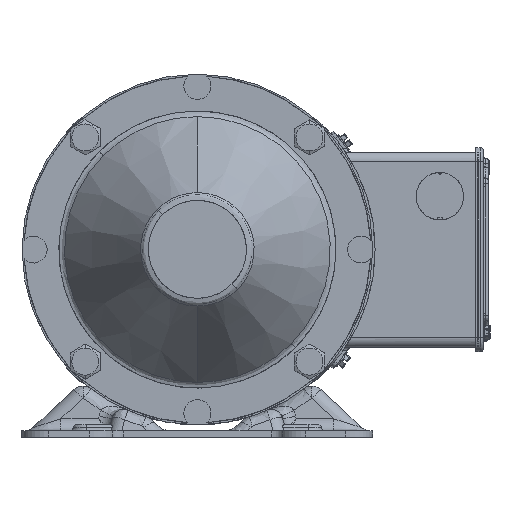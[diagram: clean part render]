
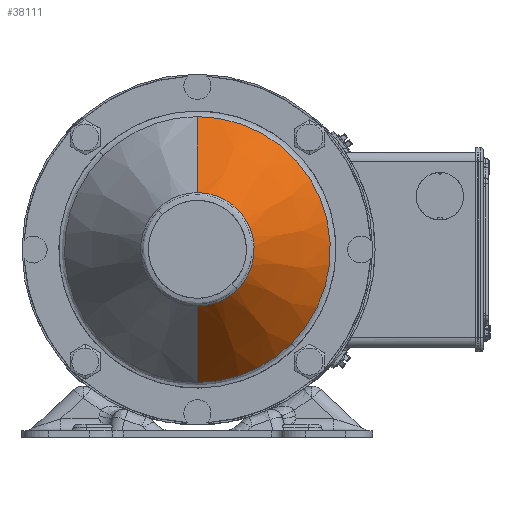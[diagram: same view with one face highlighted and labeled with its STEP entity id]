
A CAD part, top view. The second image highlights one B-rep face of the part: STEP entity #38111.
In plain terms, the highlighted conical face has half-angle 33.547 degrees and reference radius 62.558 mm.
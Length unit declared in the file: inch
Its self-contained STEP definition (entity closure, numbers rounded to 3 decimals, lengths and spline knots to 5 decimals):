
#4486 = CIRCLE ( 'NONE', #140895, 1.05126 ) ;
#9166 = DIRECTION ( 'NONE',  ( 0., 0., 1. ) ) ;
#12070 = DIRECTION ( 'NONE',  ( 0., 0., -1. ) ) ;
#12558 = DIRECTION ( 'NONE',  ( 0., 1., 0. ) ) ;
#13108 = CARTESIAN_POINT ( 'NONE',  ( 0.00013, -2.46305, 13.83817 ) ) ;
#13969 = AXIS2_PLACEMENT_3D ( 'NONE', #142895, #98118, #50914 ) ;
#15682 = VERTEX_POINT ( 'NONE', #13108 ) ;
#19571 = CARTESIAN_POINT ( 'NONE',  ( 0.00013, 2.46279, 13.83817 ) ) ;
#20369 = CARTESIAN_POINT ( 'NONE',  ( 0.00013, -0.00013, 15.96714 ) ) ;
#21772 = ORIENTED_EDGE ( 'NONE', *, *, #84962, .T. ) ;
#29466 = CIRCLE ( 'NONE', #69085, 2.46292 ) ;
#30279 = DIRECTION ( 'NONE',  ( 0., 0., -1. ) ) ;
#31210 = VECTOR ( 'NONE', #134929, 39.37008 ) ;
#35869 = CARTESIAN_POINT ( 'NONE',  ( 0.00013, -0.00013, 13.83817 ) ) ;
#37727 = CARTESIAN_POINT ( 'NONE',  ( 0.00013, -0.00013, 15.96714 ) ) ;
#38111 = ADVANCED_FACE ( 'NONE', ( #77211 ), #132387, .T. ) ;
#38388 = EDGE_CURVE ( 'NONE', #56054, #128560, #4486, .T. ) ;
#41003 = EDGE_CURVE ( 'NONE', #130578, #56054, #55514, .T. ) ;
#47147 = LINE ( 'NONE', #112058, #31210 ) ;
#49409 = ORIENTED_EDGE ( 'NONE', *, *, #76023, .T. ) ;
#50914 = DIRECTION ( 'NONE',  ( -0.707, 0.707, 0. ) ) ;
#55514 = CIRCLE ( 'NONE', #143069, 1.05126 ) ;
#56054 = VERTEX_POINT ( 'NONE', #88459 ) ;
#59116 = CARTESIAN_POINT ( 'NONE',  ( 0.00013, -1.05139, 15.96714 ) ) ;
#63646 = CARTESIAN_POINT ( 'NONE',  ( 0.00013, 2.46279, 13.83817 ) ) ;
#64452 = DIRECTION ( 'NONE',  ( -0.707, 0.707, 0. ) ) ;
#65635 = LINE ( 'NONE', #63646, #86846 ) ;
#69085 = AXIS2_PLACEMENT_3D ( 'NONE', #111416, #9166, #99477 ) ;
#69329 = EDGE_LOOP ( 'NONE', ( #141080, #95297, #136316, #49409, #21772, #146402 ) ) ;
#74264 = CARTESIAN_POINT ( 'NONE',  ( 0.00013, 1.05113, 15.96714 ) ) ;
#75565 = CARTESIAN_POINT ( 'NONE',  ( 1.74167, -1.74167, 13.83817 ) ) ;
#76023 = EDGE_CURVE ( 'NONE', #15682, #123571, #29466, .T. ) ;
#77211 = FACE_OUTER_BOUND ( 'NONE', #69329, .T. ) ;
#84962 = EDGE_CURVE ( 'NONE', #123571, #129548, #128218, .T. ) ;
#86846 = VECTOR ( 'NONE', #98935, 39.37008 ) ;
#88459 = CARTESIAN_POINT ( 'NONE',  ( 0.74348, -0.74348, 15.96714 ) ) ;
#91733 = EDGE_CURVE ( 'NONE', #130578, #129548, #65635, .T. ) ;
#95297 = ORIENTED_EDGE ( 'NONE', *, *, #38388, .T. ) ;
#98118 = DIRECTION ( 'NONE',  ( 0., 0., 1. ) ) ;
#98935 = DIRECTION ( 'NONE',  ( 0., 0.553, -0.833 ) ) ;
#99477 = DIRECTION ( 'NONE',  ( -0.707, 0.707, 0. ) ) ;
#104260 = DIRECTION ( 'NONE',  ( -0.707, 0.707, 0. ) ) ;
#111416 = CARTESIAN_POINT ( 'NONE',  ( 0.00013, -0.00013, 13.83817 ) ) ;
#112058 = CARTESIAN_POINT ( 'NONE',  ( 0.00013, -2.46305, 13.83817 ) ) ;
#123571 = VERTEX_POINT ( 'NONE', #75565 ) ;
#128218 = CIRCLE ( 'NONE', #13969, 2.46292 ) ;
#128560 = VERTEX_POINT ( 'NONE', #59116 ) ;
#129548 = VERTEX_POINT ( 'NONE', #19571 ) ;
#130578 = VERTEX_POINT ( 'NONE', #74264 ) ;
#132115 = EDGE_CURVE ( 'NONE', #128560, #15682, #47147, .T. ) ;
#132387 = CONICAL_SURFACE ( 'NONE', #142872, 2.46292, 0.586 ) ;
#134929 = DIRECTION ( 'NONE',  ( 0., -0.553, -0.833 ) ) ;
#136316 = ORIENTED_EDGE ( 'NONE', *, *, #132115, .T. ) ;
#138586 = DIRECTION ( 'NONE',  ( 0., 0., -1. ) ) ;
#140895 = AXIS2_PLACEMENT_3D ( 'NONE', #20369, #30279, #64452 ) ;
#141080 = ORIENTED_EDGE ( 'NONE', *, *, #41003, .T. ) ;
#142872 = AXIS2_PLACEMENT_3D ( 'NONE', #35869, #12070, #12558 ) ;
#142895 = CARTESIAN_POINT ( 'NONE',  ( 0.00013, -0.00013, 13.83817 ) ) ;
#143069 = AXIS2_PLACEMENT_3D ( 'NONE', #37727, #138586, #104260 ) ;
#146402 = ORIENTED_EDGE ( 'NONE', *, *, #91733, .F. ) ;
